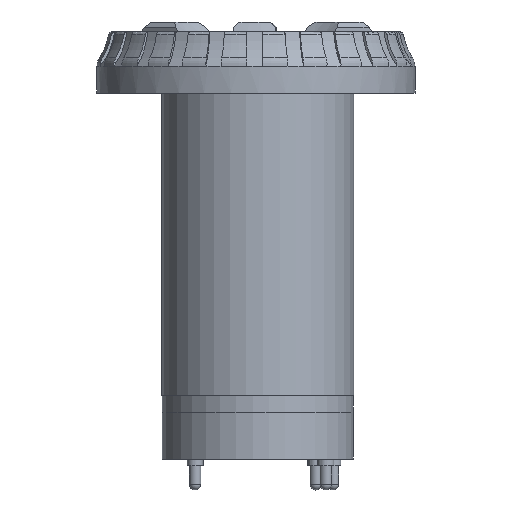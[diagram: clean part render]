
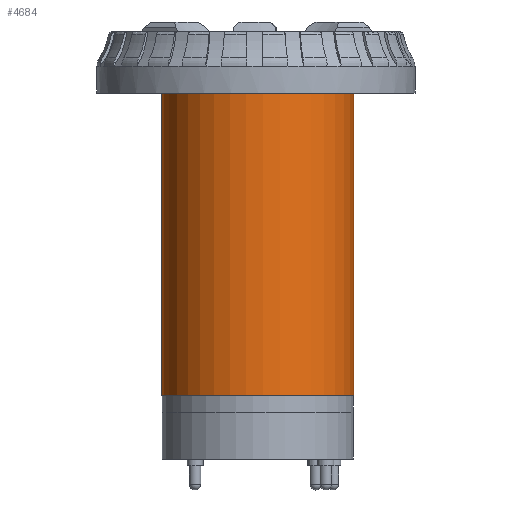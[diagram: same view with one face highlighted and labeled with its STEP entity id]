
A CAD part, front view. The second image highlights one B-rep face of the part: STEP entity #4684.
In plain terms, the highlighted cylindrical face has radius 9.085 mm (diameter 18.17 mm), a full revolution.
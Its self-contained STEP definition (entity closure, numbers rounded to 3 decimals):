
#865=ORIENTED_EDGE('',*,*,#2231,.T.);
#866=ORIENTED_EDGE('',*,*,#2232,.F.);
#2231=EDGE_CURVE('',#2926,#2926,#3431,.T.);
#2232=EDGE_CURVE('',#2927,#2927,#3432,.T.);
#2926=VERTEX_POINT('',#7648);
#2927=VERTEX_POINT('',#7651);
#3431=CIRCLE('',#5613,9.085);
#3432=CIRCLE('',#5615,9.085);
#3768=EDGE_LOOP('',(#865));
#3769=EDGE_LOOP('',(#866));
#4198=FACE_BOUND('',#3768,.T.);
#4199=FACE_BOUND('',#3769,.T.);
#4589=CYLINDRICAL_SURFACE('',#5614,9.085);
#4684=ADVANCED_FACE('',(#4198,#4199),#4589,.T.);
#5613=AXIS2_PLACEMENT_3D('',#7647,#6319,#6320);
#5614=AXIS2_PLACEMENT_3D('',#7649,#6321,#6322);
#5615=AXIS2_PLACEMENT_3D('',#7650,#6323,#6324);
#6319=DIRECTION('',(0.,1.,0.));
#6320=DIRECTION('',(0.,0.,1.));
#6321=DIRECTION('',(0.,-1.,0.));
#6322=DIRECTION('',(0.,0.,-1.));
#6323=DIRECTION('',(0.,1.,0.));
#6324=DIRECTION('',(0.,0.,1.));
#7647=CARTESIAN_POINT('',(0.,0.,0.));
#7648=CARTESIAN_POINT('',(0.,0.,9.085));
#7649=CARTESIAN_POINT('',(0.,35.,0.));
#7650=CARTESIAN_POINT('',(0.,30.,0.));
#7651=CARTESIAN_POINT('',(0.,30.,9.085));
